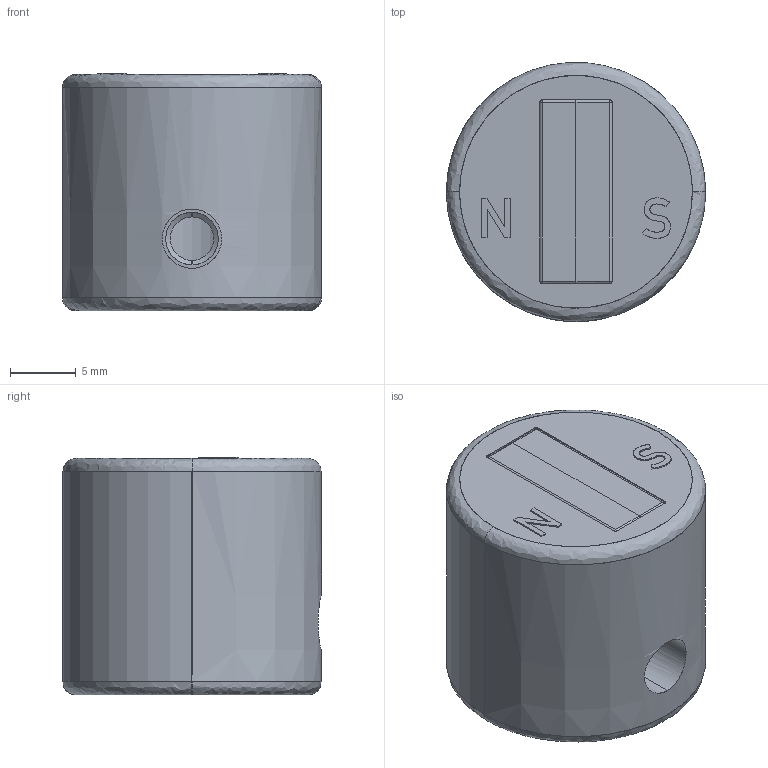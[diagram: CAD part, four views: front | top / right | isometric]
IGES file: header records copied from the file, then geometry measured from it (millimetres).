
Start section: SolidWorks IGES file using analytic representation for surfaces
Global section: file name: 518366~01.IGS; native system: SolidWorks 2010; preprocessor: SolidWorks 2010; author: schweiker; date: 110901.104102; units: millimetre
Bounding box: 19.7 x 19.7 x 18.1 mm (x, y, z)
Surface area: 2180 mm2 (no closed solid volume)
Topology: 0 solids, 0 shells, 84 faces, 946 edges, 943 vertices
Faces by surface type: bspline 56, revolution 28
